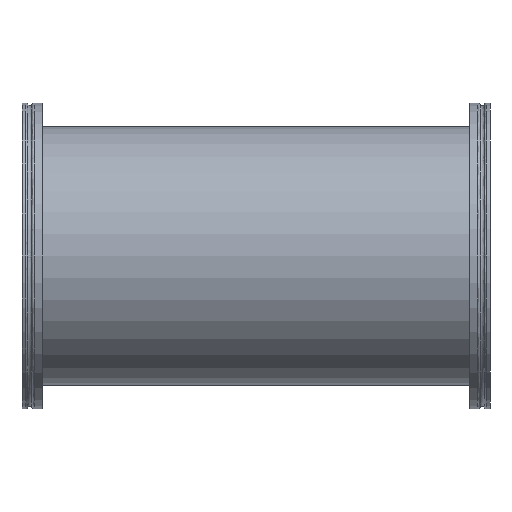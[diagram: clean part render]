
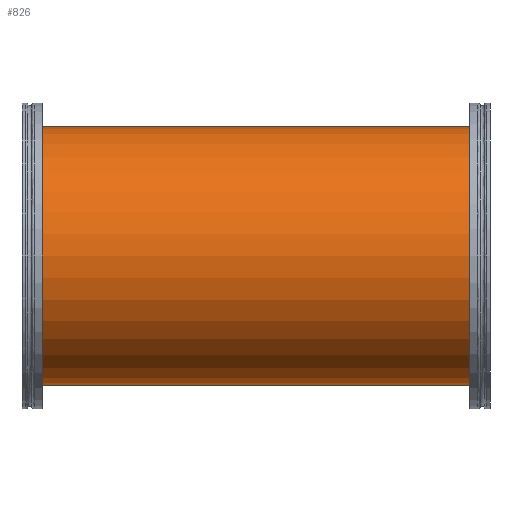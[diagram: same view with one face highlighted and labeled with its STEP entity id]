
A CAD part, front view. The second image highlights one B-rep face of the part: STEP entity #826.
In plain terms, the highlighted cylindrical face has radius 76.2 mm (diameter 152.4 mm), a full revolution.
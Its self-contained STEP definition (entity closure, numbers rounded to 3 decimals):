
#34 = DIRECTION ( 'NONE',  ( 0., 0., -1. ) ) ;
#35 = CIRCLE ( 'NONE', #396, 76.2 ) ;
#51 = EDGE_LOOP ( 'NONE', ( #220 ) ) ;
#95 = FACE_OUTER_BOUND ( 'NONE', #51, .T. ) ;
#118 = EDGE_CURVE ( 'NONE', #370, #370, #896, .T. ) ;
#135 = DIRECTION ( 'NONE',  ( 0., 0., -1. ) ) ;
#144 = EDGE_LOOP ( 'NONE', ( #401 ) ) ;
#148 = CARTESIAN_POINT ( 'NONE',  ( 0., 0., 0. ) ) ;
#182 = CARTESIAN_POINT ( 'NONE',  ( 0., 0., -76.2 ) ) ;
#220 = ORIENTED_EDGE ( 'NONE', *, *, #786, .T. ) ;
#255 = AXIS2_PLACEMENT_3D ( 'NONE', #629, #934, #135 ) ;
#265 = VERTEX_POINT ( 'NONE', #182 ) ;
#370 = VERTEX_POINT ( 'NONE', #585 ) ;
#396 = AXIS2_PLACEMENT_3D ( 'NONE', #148, #1015, #476 ) ;
#401 = ORIENTED_EDGE ( 'NONE', *, *, #118, .T. ) ;
#476 = DIRECTION ( 'NONE',  ( 0., 0., -1. ) ) ;
#585 = CARTESIAN_POINT ( 'NONE',  ( 263.2, 0., -76.2 ) ) ;
#597 = CARTESIAN_POINT ( 'NONE',  ( 263.2, 0., 0. ) ) ;
#629 = CARTESIAN_POINT ( 'NONE',  ( 0., 0., 0. ) ) ;
#690 = CYLINDRICAL_SURFACE ( 'NONE', #255, 76.2 ) ;
#768 = FACE_OUTER_BOUND ( 'NONE', #144, .T. ) ;
#769 = DIRECTION ( 'NONE',  ( -1., 0., 0. ) ) ;
#786 = EDGE_CURVE ( 'NONE', #265, #265, #35, .T. ) ;
#826 = ADVANCED_FACE ( 'NONE', ( #95, #768 ), #690, .T. ) ;
#896 = CIRCLE ( 'NONE', #1019, 76.2 ) ;
#934 = DIRECTION ( 'NONE',  ( 1., 0., 0. ) ) ;
#1015 = DIRECTION ( 'NONE',  ( 1., 0., 0. ) ) ;
#1019 = AXIS2_PLACEMENT_3D ( 'NONE', #597, #769, #34 ) ;
